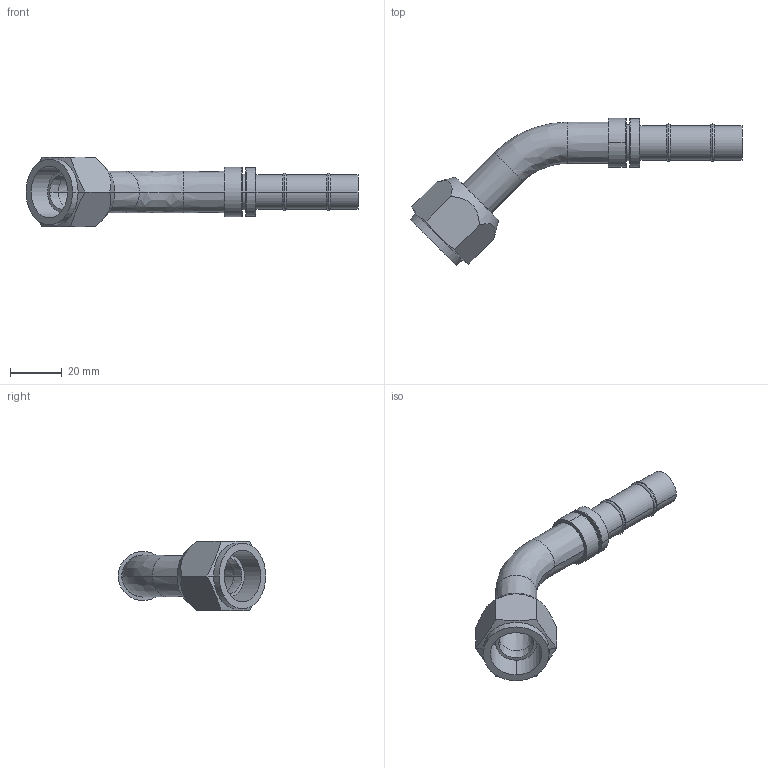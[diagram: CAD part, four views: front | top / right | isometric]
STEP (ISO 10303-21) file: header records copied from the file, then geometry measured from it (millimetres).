
FILE_DESCRIPTION((''),'2;1');
FILE_NAME('FJ3055-05-1010_ASM','2008-09-22T',('E5251626'),('Eaton Hydraulics Inc.'),'PRO/ENGINEER BY PARAMETRIC TECHNOLOGY CORPORATION, 2005170','PRO/ENGINEER BY PARAMETRIC TECHNOLOGY CORPORATION, 2005170','');
FILE_SCHEMA(('CONFIG_CONTROL_DESIGN'));
Length unit declared in the file: inch
Products named in the file (7): FW1172-1010; FC3032-049-0625-83_11; FC3571-10-186; FJ2055-05-1010_ASM; 1F40106-10_AF2; 1F40106-10_AF3; FJ3055-05-1010_ASM
Assembly tree (6 placements, depth 3):
  FJ3055-05-1010_ASM
    FJ2055-05-1010_ASM
      FW1172-1010
      FC3032-049-0625-83_11
      FC3571-10-186
    1F40106-10_AF2
    1F40106-10_AF3
Bounding box: 128.1 x 56.93 x 26.99 mm (x, y, z)
Volume: 17099.7 mm3; surface area: 16678 mm2
Topology: 5 solids, 5 shells, 105 faces, 214 edges, 132 vertices
Faces by surface type: cylinder 30, plane 29, bspline 18, torus 16, cone 12
Entity records: 4059 total; most frequent: CARTESIAN_POINT 1675, DIRECTION 492, ORIENTED_EDGE 428, AXIS2_PLACEMENT_3D 215, EDGE_CURVE 214, VERTEX_POINT 132, EDGE_LOOP 128, CIRCLE 112
